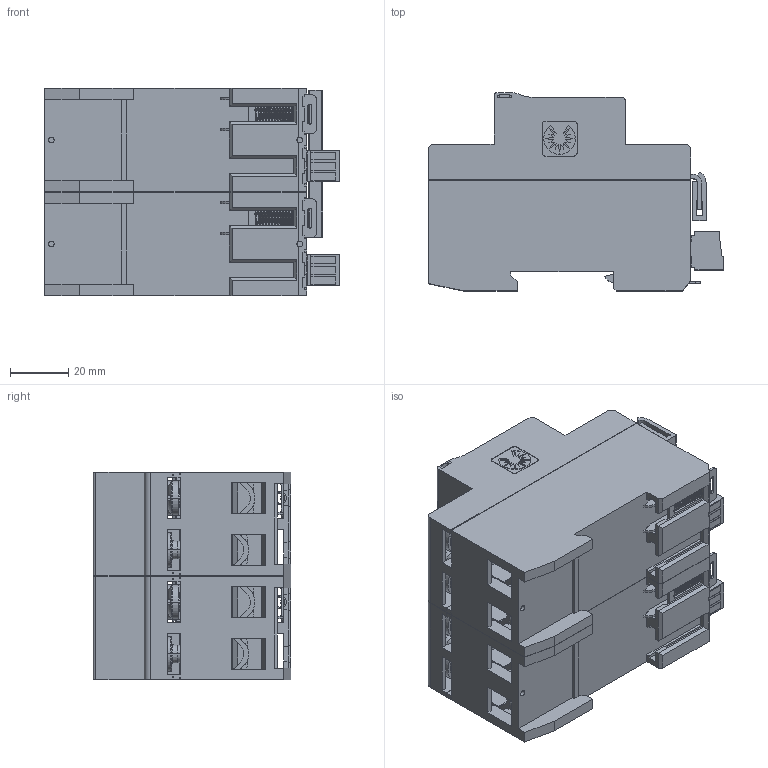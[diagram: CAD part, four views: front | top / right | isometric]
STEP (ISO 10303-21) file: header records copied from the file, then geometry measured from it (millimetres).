
FILE_DESCRIPTION(('Creo Elements/Direct Modeling STEP Export'),'2;1');
FILE_NAME('DS252VG.stp','2012-10-26T14:21:02',(''),(''),'Creo Elements/Direct Modeling STEP processor for AP214 (Solid Model)','Creo Elements/Direct Modeling 18.1A 09-Jun-2012 (C) Parametric Technology GmbH','');
FILE_SCHEMA(('AUTOMOTIVE_DESIGN { 1 0 10303 214 1 1 1 1 }'));
Products named in the file (2): DS252VG
Assembly tree (1 placements, depth 2):
  DS252VG
    DS252VG
Bounding box: 101.3 x 68 x 71.3 mm (x, y, z)
Volume: 106029.8 mm3; surface area: 120430.7 mm2
Topology: 1 solids, 5 shells, 3117 faces, 8790 edges, 5686 vertices
Faces by surface type: plane 2248, cylinder 687, cone 88, torus 46, sphere 32, bspline 16
Entity records: 115030 total; most frequent: CARTESIAN_POINT 37644, ORIENTED_EDGE 17540, DIRECTION 14502, EDGE_CURVE 8770, VECTOR 6224, LINE 6224, VERTEX_POINT 5686, AXIS2_PLACEMENT_3D 4139
